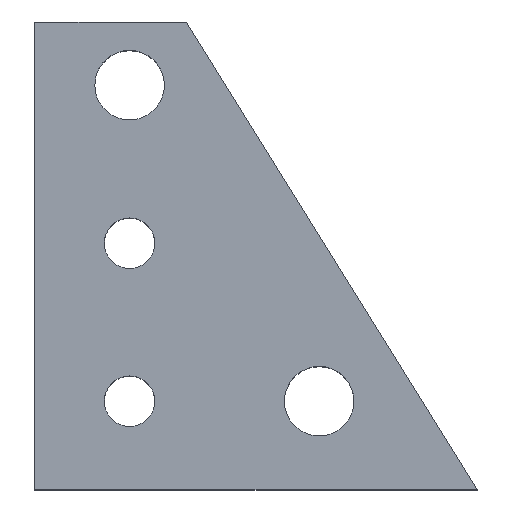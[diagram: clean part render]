
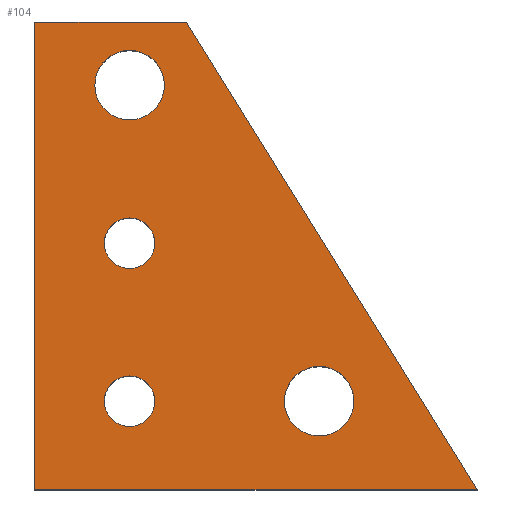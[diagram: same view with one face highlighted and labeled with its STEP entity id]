
A CAD part, top view. The second image highlights one B-rep face of the part: STEP entity #104.
In plain terms, the highlighted planar face has unit normal (0, 0, 1).
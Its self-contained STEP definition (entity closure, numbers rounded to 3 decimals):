
#1 = FACE_BOUND ( 'NONE', #394, .T. ) ;
#2 = AXIS2_PLACEMENT_3D ( 'NONE', #217, #378, #418 ) ;
#6 = LINE ( 'NONE', #287, #153 ) ;
#12 = CIRCLE ( 'NONE', #293, 2. ) ;
#16 = EDGE_LOOP ( 'NONE', ( #52, #366, #110, #158 ) ) ;
#17 = CARTESIAN_POINT ( 'NONE',  ( 0., 37., 7.5 ) ) ;
#23 = FACE_BOUND ( 'NONE', #82, .T. ) ;
#26 = CARTESIAN_POINT ( 'NONE',  ( 9.5, 19.5, 7.5 ) ) ;
#30 = DIRECTION ( 'NONE',  ( 0., 0., 1. ) ) ;
#32 = CARTESIAN_POINT ( 'NONE',  ( 7.5, 19.5, 7.5 ) ) ;
#35 = CARTESIAN_POINT ( 'NONE',  ( 5.5, 7., 7.5 ) ) ;
#40 = AXIS2_PLACEMENT_3D ( 'NONE', #269, #352, #221 ) ;
#41 = VERTEX_POINT ( 'NONE', #434 ) ;
#46 = CARTESIAN_POINT ( 'NONE',  ( 9.5, 7., 7.5 ) ) ;
#52 = ORIENTED_EDGE ( 'NONE', *, *, #356, .T. ) ;
#54 = VERTEX_POINT ( 'NONE', #216 ) ;
#65 = DIRECTION ( 'NONE',  ( 1., 0., 0. ) ) ;
#67 = DIRECTION ( 'NONE',  ( -0.528, 0.849, 0. ) ) ;
#68 = CARTESIAN_POINT ( 'NONE',  ( 7.5, 7., 7.5 ) ) ;
#72 = DIRECTION ( 'NONE',  ( 1., 0., 0. ) ) ;
#82 = EDGE_LOOP ( 'NONE', ( #483, #424 ) ) ;
#89 = AXIS2_PLACEMENT_3D ( 'NONE', #182, #342, #265 ) ;
#104 = ADVANCED_FACE ( 'NONE', ( #23, #420, #223, #1, #337 ), #449, .F. ) ;
#105 = EDGE_CURVE ( 'NONE', #106, #54, #203, .T. ) ;
#106 = VERTEX_POINT ( 'NONE', #185 ) ;
#110 = ORIENTED_EDGE ( 'NONE', *, *, #350, .T. ) ;
#111 = EDGE_CURVE ( 'NONE', #54, #106, #482, .T. ) ;
#112 = DIRECTION ( 'NONE',  ( 1., 0., 0. ) ) ;
#122 = DIRECTION ( 'NONE',  ( 0., -1., 0. ) ) ;
#123 = AXIS2_PLACEMENT_3D ( 'NONE', #461, #338, #148 ) ;
#127 = CARTESIAN_POINT ( 'NONE',  ( 10.25, 32., 7.5 ) ) ;
#133 = VERTEX_POINT ( 'NONE', #178 ) ;
#134 = LINE ( 'NONE', #17, #184 ) ;
#142 = DIRECTION ( 'NONE',  ( 0., 0., 1. ) ) ;
#146 = VERTEX_POINT ( 'NONE', #382 ) ;
#148 = DIRECTION ( 'NONE',  ( 1., 0., 0. ) ) ;
#153 = VECTOR ( 'NONE', #122, 1000. ) ;
#156 = ORIENTED_EDGE ( 'NONE', *, *, #492, .F. ) ;
#158 = ORIENTED_EDGE ( 'NONE', *, *, #295, .T. ) ;
#171 = CIRCLE ( 'NONE', #238, 2. ) ;
#178 = CARTESIAN_POINT ( 'NONE',  ( 4.75, 32., 7.5 ) ) ;
#182 = CARTESIAN_POINT ( 'NONE',  ( 7.5, 32., 7.5 ) ) ;
#184 = VECTOR ( 'NONE', #250, 1000. ) ;
#185 = CARTESIAN_POINT ( 'NONE',  ( 25.25, 7., 7.5 ) ) ;
#187 = CARTESIAN_POINT ( 'NONE',  ( 5.5, 19.5, 7.5 ) ) ;
#188 = DIRECTION ( 'NONE',  ( 0., 0., 1. ) ) ;
#203 = CIRCLE ( 'NONE', #390, 2.75 ) ;
#207 = EDGE_CURVE ( 'NONE', #41, #417, #227, .T. ) ;
#212 = DIRECTION ( 'NONE',  ( 1., 0., 0. ) ) ;
#216 = CARTESIAN_POINT ( 'NONE',  ( 19.75, 7., 7.5 ) ) ;
#217 = CARTESIAN_POINT ( 'NONE',  ( 0., 0., 7.5 ) ) ;
#219 = EDGE_CURVE ( 'NONE', #441, #465, #12, .T. ) ;
#221 = DIRECTION ( 'NONE',  ( 1., 0., 0. ) ) ;
#223 = FACE_BOUND ( 'NONE', #488, .T. ) ;
#227 = LINE ( 'NONE', #264, #489 ) ;
#235 = CARTESIAN_POINT ( 'NONE',  ( 0., 0., 7.5 ) ) ;
#238 = AXIS2_PLACEMENT_3D ( 'NONE', #487, #142, #65 ) ;
#242 = ORIENTED_EDGE ( 'NONE', *, *, #485, .F. ) ;
#250 = DIRECTION ( 'NONE',  ( -1., 0., 0. ) ) ;
#251 = ORIENTED_EDGE ( 'NONE', *, *, #111, .F. ) ;
#260 = DIRECTION ( 'NONE',  ( 0., 0., 1. ) ) ;
#264 = CARTESIAN_POINT ( 'NONE',  ( 12., 37., 7.5 ) ) ;
#265 = DIRECTION ( 'NONE',  ( 1., 0., 0. ) ) ;
#266 = AXIS2_PLACEMENT_3D ( 'NONE', #351, #260, #112 ) ;
#269 = CARTESIAN_POINT ( 'NONE',  ( 7.5, 7., 7.5 ) ) ;
#287 = CARTESIAN_POINT ( 'NONE',  ( 0., 0., 7.5 ) ) ;
#293 = AXIS2_PLACEMENT_3D ( 'NONE', #32, #188, #497 ) ;
#295 = EDGE_CURVE ( 'NONE', #146, #305, #6, .T. ) ;
#302 = CIRCLE ( 'NONE', #40, 2. ) ;
#305 = VERTEX_POINT ( 'NONE', #235 ) ;
#328 = CIRCLE ( 'NONE', #89, 2.75 ) ;
#330 = CIRCLE ( 'NONE', #381, 2. ) ;
#333 = VERTEX_POINT ( 'NONE', #46 ) ;
#335 = VECTOR ( 'NONE', #212, 1000. ) ;
#336 = VERTEX_POINT ( 'NONE', #127 ) ;
#337 = FACE_OUTER_BOUND ( 'NONE', #16, .T. ) ;
#338 = DIRECTION ( 'NONE',  ( 0., 0., 1. ) ) ;
#342 = DIRECTION ( 'NONE',  ( 0., 0., 1. ) ) ;
#343 = CIRCLE ( 'NONE', #123, 2.75 ) ;
#347 = CARTESIAN_POINT ( 'NONE',  ( 12., 37., 7.5 ) ) ;
#350 = EDGE_CURVE ( 'NONE', #417, #146, #134, .T. ) ;
#351 = CARTESIAN_POINT ( 'NONE',  ( 22.5, 7., 7.5 ) ) ;
#352 = DIRECTION ( 'NONE',  ( 0., 0., 1. ) ) ;
#353 = ORIENTED_EDGE ( 'NONE', *, *, #105, .F. ) ;
#356 = EDGE_CURVE ( 'NONE', #305, #41, #439, .T. ) ;
#365 = CARTESIAN_POINT ( 'NONE',  ( 35., 0., 7.5 ) ) ;
#366 = ORIENTED_EDGE ( 'NONE', *, *, #207, .T. ) ;
#377 = ORIENTED_EDGE ( 'NONE', *, *, #219, .F. ) ;
#378 = DIRECTION ( 'NONE',  ( 0., 0., -1. ) ) ;
#381 = AXIS2_PLACEMENT_3D ( 'NONE', #68, #414, #72 ) ;
#382 = CARTESIAN_POINT ( 'NONE',  ( 0., 37., 7.5 ) ) ;
#385 = DIRECTION ( 'NONE',  ( 1., 0., 0. ) ) ;
#390 = AXIS2_PLACEMENT_3D ( 'NONE', #491, #30, #385 ) ;
#394 = EDGE_LOOP ( 'NONE', ( #353, #251 ) ) ;
#408 = EDGE_CURVE ( 'NONE', #426, #333, #302, .T. ) ;
#414 = DIRECTION ( 'NONE',  ( 0., 0., 1. ) ) ;
#417 = VERTEX_POINT ( 'NONE', #347 ) ;
#418 = DIRECTION ( 'NONE',  ( -1., 0., 0. ) ) ;
#420 = FACE_BOUND ( 'NONE', #429, .T. ) ;
#424 = ORIENTED_EDGE ( 'NONE', *, *, #408, .F. ) ;
#426 = VERTEX_POINT ( 'NONE', #35 ) ;
#429 = EDGE_LOOP ( 'NONE', ( #156, #377 ) ) ;
#434 = CARTESIAN_POINT ( 'NONE',  ( 35., 0., 7.5 ) ) ;
#439 = LINE ( 'NONE', #365, #335 ) ;
#441 = VERTEX_POINT ( 'NONE', #187 ) ;
#445 = ORIENTED_EDGE ( 'NONE', *, *, #464, .F. ) ;
#449 = PLANE ( 'NONE',  #2 ) ;
#461 = CARTESIAN_POINT ( 'NONE',  ( 7.5, 32., 7.5 ) ) ;
#464 = EDGE_CURVE ( 'NONE', #133, #336, #343, .T. ) ;
#465 = VERTEX_POINT ( 'NONE', #26 ) ;
#482 = CIRCLE ( 'NONE', #266, 2.75 ) ;
#483 = ORIENTED_EDGE ( 'NONE', *, *, #484, .F. ) ;
#484 = EDGE_CURVE ( 'NONE', #333, #426, #330, .T. ) ;
#485 = EDGE_CURVE ( 'NONE', #336, #133, #328, .T. ) ;
#487 = CARTESIAN_POINT ( 'NONE',  ( 7.5, 19.5, 7.5 ) ) ;
#488 = EDGE_LOOP ( 'NONE', ( #242, #445 ) ) ;
#489 = VECTOR ( 'NONE', #67, 1000. ) ;
#491 = CARTESIAN_POINT ( 'NONE',  ( 22.5, 7., 7.5 ) ) ;
#492 = EDGE_CURVE ( 'NONE', #465, #441, #171, .T. ) ;
#497 = DIRECTION ( 'NONE',  ( 1., 0., 0. ) ) ;
